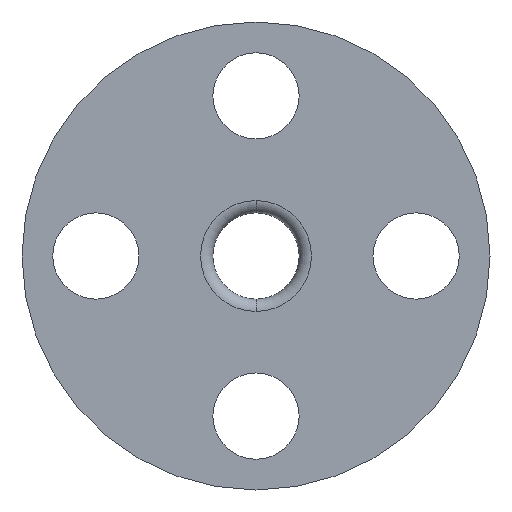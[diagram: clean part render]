
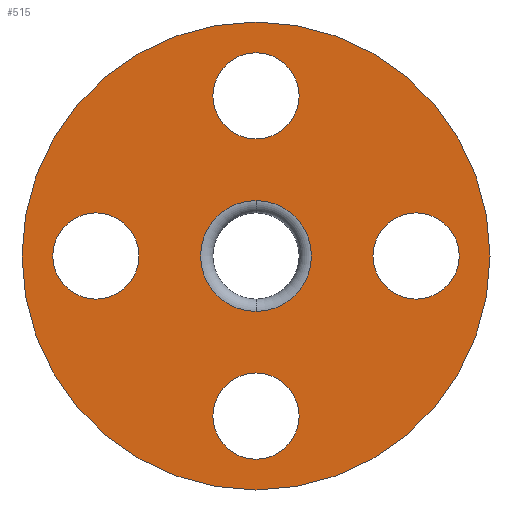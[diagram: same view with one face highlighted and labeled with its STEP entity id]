
A CAD part, left-side view. The second image highlights one B-rep face of the part: STEP entity #515.
In plain terms, the highlighted planar face has unit normal (-1, 0, 0).
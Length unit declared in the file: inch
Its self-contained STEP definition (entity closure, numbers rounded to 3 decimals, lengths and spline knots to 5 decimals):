
#13 = DIRECTION ( 'NONE',  ( 0., 0., 1. ) ) ;
#15 = DIRECTION ( 'NONE',  ( -1., 0., 0. ) ) ;
#23 = ORIENTED_EDGE ( 'NONE', *, *, #503, .F. ) ;
#25 = FACE_BOUND ( 'NONE', #206, .T. ) ;
#27 = DIRECTION ( 'NONE',  ( 0., 0., 1. ) ) ;
#31 = AXIS2_PLACEMENT_3D ( 'NONE', #58, #121, #61 ) ;
#33 = CARTESIAN_POINT ( 'NONE',  ( 0.67486, 0., 0. ) ) ;
#37 = CARTESIAN_POINT ( 'NONE',  ( 0.67486, -1.625, 0. ) ) ;
#40 = DIRECTION ( 'NONE',  ( 1., 0., 0. ) ) ;
#58 = CARTESIAN_POINT ( 'NONE',  ( 0.67486, 0., 0. ) ) ;
#59 = ORIENTED_EDGE ( 'NONE', *, *, #679, .T. ) ;
#61 = DIRECTION ( 'NONE',  ( 0., 0., 1. ) ) ;
#65 = ORIENTED_EDGE ( 'NONE', *, *, #387, .F. ) ;
#73 = EDGE_CURVE ( 'NONE', #638, #188, #398, .T. ) ;
#83 = FACE_BOUND ( 'NONE', #417, .T. ) ;
#96 = ORIENTED_EDGE ( 'NONE', *, *, #340, .F. ) ;
#109 = CARTESIAN_POINT ( 'NONE',  ( 0.67486, 0., -2.375 ) ) ;
#115 = AXIS2_PLACEMENT_3D ( 'NONE', #37, #471, #435 ) ;
#121 = DIRECTION ( 'NONE',  ( 1., 0., 0. ) ) ;
#131 = EDGE_CURVE ( 'NONE', #297, #457, #506, .T. ) ;
#144 = DIRECTION ( 'NONE',  ( 0., 0., 1. ) ) ;
#151 = AXIS2_PLACEMENT_3D ( 'NONE', #587, #605, #144 ) ;
#164 = AXIS2_PLACEMENT_3D ( 'NONE', #665, #611, #602 ) ;
#179 = CARTESIAN_POINT ( 'NONE',  ( 0.67486, 0., 0. ) ) ;
#183 = AXIS2_PLACEMENT_3D ( 'NONE', #419, #378, #659 ) ;
#188 = VERTEX_POINT ( 'NONE', #260 ) ;
#193 = ORIENTED_EDGE ( 'NONE', *, *, #480, .F. ) ;
#196 = CIRCLE ( 'NONE', #658, 0.4375 ) ;
#200 = EDGE_LOOP ( 'NONE', ( #362, #277 ) ) ;
#203 = CARTESIAN_POINT ( 'NONE',  ( 0.67486, 0., -0.5625 ) ) ;
#206 = EDGE_LOOP ( 'NONE', ( #96, #673 ) ) ;
#232 = CIRCLE ( 'NONE', #328, 0.4375 ) ;
#234 = DIRECTION ( 'NONE',  ( 0., 0., 1. ) ) ;
#244 = FACE_BOUND ( 'NONE', #262, .T. ) ;
#247 = DIRECTION ( 'NONE',  ( -1., 0., 0. ) ) ;
#250 = CARTESIAN_POINT ( 'NONE',  ( 0.67486, 1.625, 0.4375 ) ) ;
#251 = VERTEX_POINT ( 'NONE', #276 ) ;
#255 = AXIS2_PLACEMENT_3D ( 'NONE', #179, #642, #13 ) ;
#260 = CARTESIAN_POINT ( 'NONE',  ( 0.67486, 0., 0.5625 ) ) ;
#262 = EDGE_LOOP ( 'NONE', ( #600, #193 ) ) ;
#271 = CIRCLE ( 'NONE', #280, 0.4375 ) ;
#276 = CARTESIAN_POINT ( 'NONE',  ( 0.67486, -1.625, 0.4375 ) ) ;
#277 = ORIENTED_EDGE ( 'NONE', *, *, #73, .T. ) ;
#280 = AXIS2_PLACEMENT_3D ( 'NONE', #392, #336, #552 ) ;
#297 = VERTEX_POINT ( 'NONE', #331 ) ;
#306 = CARTESIAN_POINT ( 'NONE',  ( 0.67486, 1.625, -0.4375 ) ) ;
#313 = ORIENTED_EDGE ( 'NONE', *, *, #666, .F. ) ;
#314 = EDGE_CURVE ( 'NONE', #451, #422, #517, .T. ) ;
#328 = AXIS2_PLACEMENT_3D ( 'NONE', #348, #247, #689 ) ;
#331 = CARTESIAN_POINT ( 'NONE',  ( 0.67486, 0., 2.0625 ) ) ;
#336 = DIRECTION ( 'NONE',  ( -1., 0., 0. ) ) ;
#340 = EDGE_CURVE ( 'NONE', #524, #462, #529, .T. ) ;
#342 = CARTESIAN_POINT ( 'NONE',  ( 0.67486, 1.625, 0. ) ) ;
#348 = CARTESIAN_POINT ( 'NONE',  ( 0.67486, 0., 1.625 ) ) ;
#351 = CARTESIAN_POINT ( 'NONE',  ( 0.67486, 0., -1.625 ) ) ;
#361 = FACE_OUTER_BOUND ( 'NONE', #709, .T. ) ;
#362 = ORIENTED_EDGE ( 'NONE', *, *, #405, .T. ) ;
#365 = DIRECTION ( 'NONE',  ( 0., 0., 1. ) ) ;
#374 = VERTEX_POINT ( 'NONE', #560 ) ;
#378 = DIRECTION ( 'NONE',  ( -1., 0., 0. ) ) ;
#387 = EDGE_CURVE ( 'NONE', #632, #251, #271, .T. ) ;
#390 = CIRCLE ( 'NONE', #31, 0.5625 ) ;
#392 = CARTESIAN_POINT ( 'NONE',  ( 0.67486, -1.625, 0. ) ) ;
#397 = DIRECTION ( 'NONE',  ( -1., 0., 0. ) ) ;
#398 = CIRCLE ( 'NONE', #655, 0.5625 ) ;
#401 = FACE_BOUND ( 'NONE', #686, .T. ) ;
#404 = FACE_BOUND ( 'NONE', #200, .T. ) ;
#405 = EDGE_CURVE ( 'NONE', #188, #638, #390, .T. ) ;
#410 = AXIS2_PLACEMENT_3D ( 'NONE', #548, #489, #365 ) ;
#412 = PLANE ( 'NONE',  #255 ) ;
#417 = EDGE_LOOP ( 'NONE', ( #313, #65 ) ) ;
#419 = CARTESIAN_POINT ( 'NONE',  ( 0.67486, 1.625, 0. ) ) ;
#422 = VERTEX_POINT ( 'NONE', #109 ) ;
#435 = DIRECTION ( 'NONE',  ( 0., 0., -1. ) ) ;
#441 = DIRECTION ( 'NONE',  ( -1., 0., 0. ) ) ;
#451 = VERTEX_POINT ( 'NONE', #732 ) ;
#457 = VERTEX_POINT ( 'NONE', #463 ) ;
#462 = VERTEX_POINT ( 'NONE', #306 ) ;
#463 = CARTESIAN_POINT ( 'NONE',  ( 0.67486, 0., 1.1875 ) ) ;
#471 = DIRECTION ( 'NONE',  ( -1., 0., 0. ) ) ;
#472 = ORIENTED_EDGE ( 'NONE', *, *, #314, .T. ) ;
#480 = EDGE_CURVE ( 'NONE', #457, #297, #232, .T. ) ;
#489 = DIRECTION ( 'NONE',  ( -1., 0., 0. ) ) ;
#496 = CIRCLE ( 'NONE', #151, 2.375 ) ;
#503 = EDGE_CURVE ( 'NONE', #586, #374, #196, .T. ) ;
#506 = CIRCLE ( 'NONE', #164, 0.4375 ) ;
#515 = ADVANCED_FACE ( 'NONE', ( #244, #83, #401, #25, #404, #361 ), #412, .T. ) ;
#517 = CIRCLE ( 'NONE', #410, 2.375 ) ;
#521 = DIRECTION ( 'NONE',  ( 0., 1., 0. ) ) ;
#524 = VERTEX_POINT ( 'NONE', #250 ) ;
#526 = CARTESIAN_POINT ( 'NONE',  ( 0.67486, 0., -1.625 ) ) ;
#529 = CIRCLE ( 'NONE', #626, 0.4375 ) ;
#543 = CARTESIAN_POINT ( 'NONE',  ( 0.67486, -1.625, -0.4375 ) ) ;
#548 = CARTESIAN_POINT ( 'NONE',  ( 0.67486, 0., 0. ) ) ;
#552 = DIRECTION ( 'NONE',  ( 0., 0., -1. ) ) ;
#560 = CARTESIAN_POINT ( 'NONE',  ( 0.67486, 0., -1.1875 ) ) ;
#568 = CIRCLE ( 'NONE', #671, 0.4375 ) ;
#580 = DIRECTION ( 'NONE',  ( 0., 1., 0. ) ) ;
#581 = EDGE_CURVE ( 'NONE', #374, #586, #568, .T. ) ;
#585 = ORIENTED_EDGE ( 'NONE', *, *, #581, .F. ) ;
#586 = VERTEX_POINT ( 'NONE', #625 ) ;
#587 = CARTESIAN_POINT ( 'NONE',  ( 0.67486, 0., 0. ) ) ;
#593 = CIRCLE ( 'NONE', #115, 0.4375 ) ;
#600 = ORIENTED_EDGE ( 'NONE', *, *, #131, .F. ) ;
#602 = DIRECTION ( 'NONE',  ( 0., -1., 0. ) ) ;
#605 = DIRECTION ( 'NONE',  ( -1., 0., 0. ) ) ;
#611 = DIRECTION ( 'NONE',  ( -1., 0., 0. ) ) ;
#625 = CARTESIAN_POINT ( 'NONE',  ( 0.67486, 0., -2.0625 ) ) ;
#626 = AXIS2_PLACEMENT_3D ( 'NONE', #342, #441, #234 ) ;
#632 = VERTEX_POINT ( 'NONE', #543 ) ;
#634 = EDGE_CURVE ( 'NONE', #462, #524, #682, .T. ) ;
#638 = VERTEX_POINT ( 'NONE', #203 ) ;
#642 = DIRECTION ( 'NONE',  ( -1., 0., 0. ) ) ;
#655 = AXIS2_PLACEMENT_3D ( 'NONE', #33, #40, #27 ) ;
#658 = AXIS2_PLACEMENT_3D ( 'NONE', #526, #15, #580 ) ;
#659 = DIRECTION ( 'NONE',  ( 0., 0., 1. ) ) ;
#665 = CARTESIAN_POINT ( 'NONE',  ( 0.67486, 0., 1.625 ) ) ;
#666 = EDGE_CURVE ( 'NONE', #251, #632, #593, .T. ) ;
#671 = AXIS2_PLACEMENT_3D ( 'NONE', #351, #397, #521 ) ;
#673 = ORIENTED_EDGE ( 'NONE', *, *, #634, .F. ) ;
#679 = EDGE_CURVE ( 'NONE', #422, #451, #496, .T. ) ;
#682 = CIRCLE ( 'NONE', #183, 0.4375 ) ;
#686 = EDGE_LOOP ( 'NONE', ( #585, #23 ) ) ;
#689 = DIRECTION ( 'NONE',  ( 0., -1., 0. ) ) ;
#709 = EDGE_LOOP ( 'NONE', ( #472, #59 ) ) ;
#732 = CARTESIAN_POINT ( 'NONE',  ( 0.67486, 0., 2.375 ) ) ;
